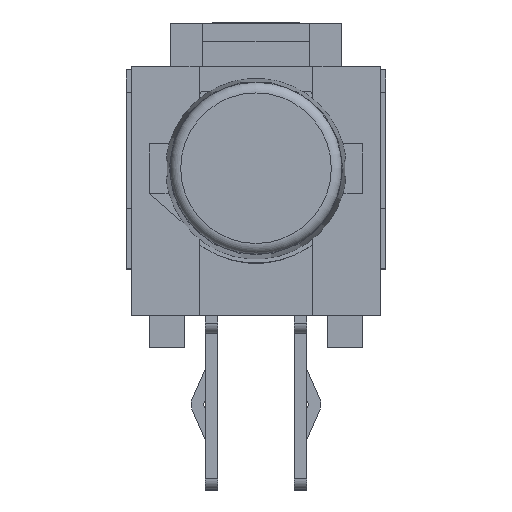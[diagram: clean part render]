
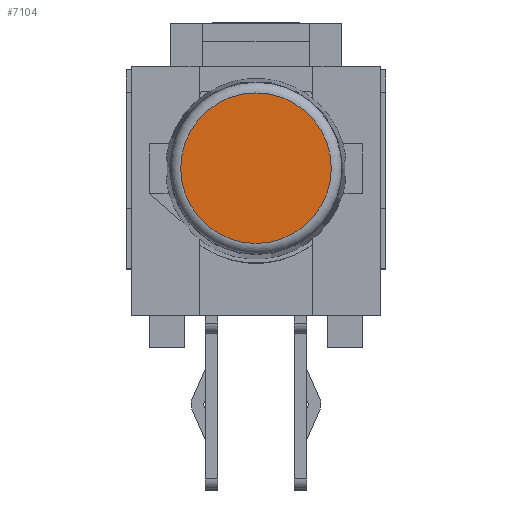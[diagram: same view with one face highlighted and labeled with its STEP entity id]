
A CAD part, top view. The second image highlights one B-rep face of the part: STEP entity #7104.
In plain terms, the highlighted planar face has unit normal (0, 0, 1).
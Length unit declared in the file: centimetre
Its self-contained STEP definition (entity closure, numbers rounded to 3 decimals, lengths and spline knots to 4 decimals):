
#112=CIRCLE('',#7498,0.2116);
#237=FACE_OUTER_BOUND('',#603,.T.);
#603=EDGE_LOOP('',(#4828));
#2943=VERTEX_POINT('',#10177);
#3670=EDGE_CURVE('',#2943,#2943,#112,.T.);
#4828=ORIENTED_EDGE('',*,*,#3670,.F.);
#6786=PLANE('',#7504);
#7104=ADVANCED_FACE('',(#237),#6786,.F.);
#7498=AXIS2_PLACEMENT_3D('',#10179,#8124,#8125);
#7504=AXIS2_PLACEMENT_3D('',#10186,#8137,#8138);
#8124=DIRECTION('center_axis',(0.,0.,-1.));
#8125=DIRECTION('ref_axis',(-1.,0.,0.));
#8137=DIRECTION('center_axis',(0.,0.,-1.));
#8138=DIRECTION('ref_axis',(-1.,0.,0.));
#10177=CARTESIAN_POINT('',(0.2116,0.,1.59));
#10179=CARTESIAN_POINT('Origin',(0.,0.,1.59));
#10186=CARTESIAN_POINT('Origin',(0.,0.,1.59));
